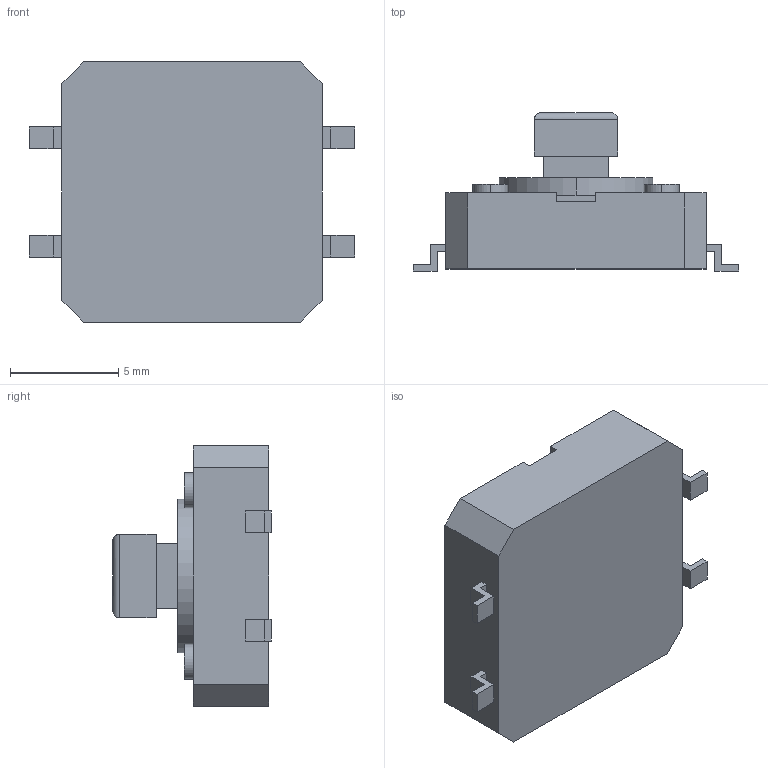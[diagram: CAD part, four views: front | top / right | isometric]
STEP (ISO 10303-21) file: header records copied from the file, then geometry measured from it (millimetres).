
FILE_DESCRIPTION (( 'STEP AP214' ), '1' );
FILE_NAME ('b3fs-4055p.STEP', '2024-09-29T18:50:14', ( '' ), ( '' ), 'SwSTEP 2.0', 'SolidWorks 2024', '' );
FILE_SCHEMA (( 'AUTOMOTIVE_DESIGN' ));
Length unit declared in the file: millimetre
Products named in the file (1): b3fs-4055p
Bounding box: 15 x 7.3 x 12 mm (x, y, z)
Volume: 549.5 mm3; surface area: 595.9 mm2
Topology: 1 solids, 1 shells, 106 faces, 266 edges, 176 vertices
Faces by surface type: plane 88, cylinder 18
Entity records: 3644 total; most frequent: CARTESIAN_POINT 561, ORIENTED_EDGE 532, DIRECTION 504, EDGE_CURVE 266, VECTOR 234, LINE 234, VERTEX_POINT 176, AXIS2_PLACEMENT_3D 135
